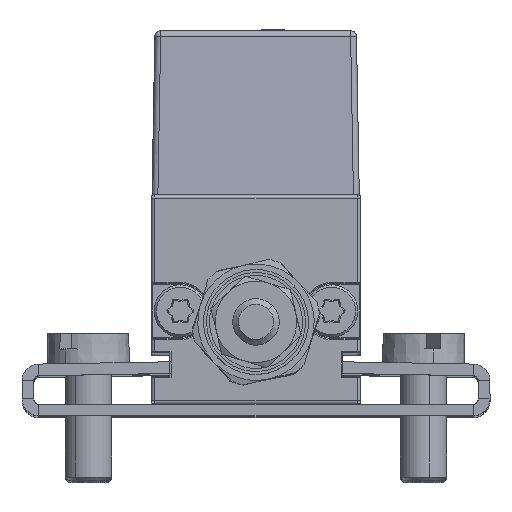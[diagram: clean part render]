
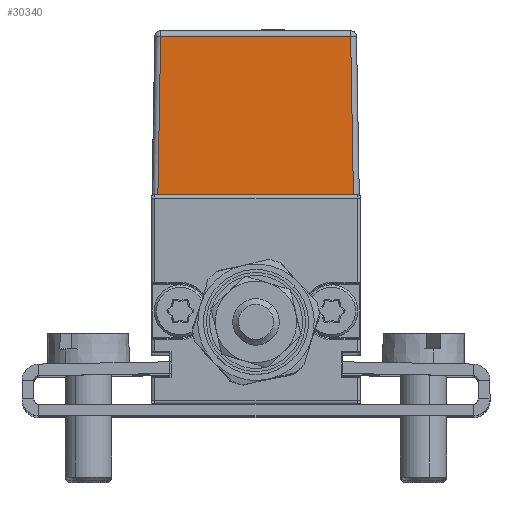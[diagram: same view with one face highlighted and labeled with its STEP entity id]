
A CAD part, top view. The second image highlights one B-rep face of the part: STEP entity #30340.
In plain terms, the highlighted planar face has unit normal (0, 0.018, 1).
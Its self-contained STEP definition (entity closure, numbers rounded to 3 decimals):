
#4945 = VECTOR ( 'NONE', #5788, 1000. ) ;
#4994 = VECTOR ( 'NONE', #6021, 1000. ) ;
#5099 = VECTOR ( 'NONE', #6441, 1000. ) ;
#5115 = VECTOR ( 'NONE', #6498, 1000. ) ;
#5761 = CARTESIAN_POINT ( 'NONE',  ( -8.426, 17.991, 107.784 ) ) ;
#5772 = LINE ( 'NONE', #5761, #4945 ) ;
#5788 = DIRECTION ( 'NONE',  ( -0.017, -1., 0.017 ) ) ;
#6006 = LINE ( 'NONE', #6018, #4994 ) ;
#6018 = CARTESIAN_POINT ( 'NONE',  ( 8.36, 18.302, 107.779 ) ) ;
#6021 = DIRECTION ( 'NONE',  ( -0.017, 1., -0.017 ) ) ;
#6420 = LINE ( 'NONE', #6422, #5099 ) ;
#6422 = CARTESIAN_POINT ( 'NONE',  ( -8.929, 31.583, 107.547 ) ) ;
#6441 = DIRECTION ( 'NONE',  ( -1., 0., 0. ) ) ;
#6480 = CARTESIAN_POINT ( 'NONE',  ( -8.929, 18., 107.784 ) ) ;
#6482 = LINE ( 'NONE', #6480, #5115 ) ;
#6498 = DIRECTION ( 'NONE',  ( 1., 0., 0. ) ) ;
#10461 = CARTESIAN_POINT ( 'NONE',  ( -8.189, 31.583, 107.547 ) ) ;
#10570 = CARTESIAN_POINT ( 'NONE',  ( -8.426, 18., 107.784 ) ) ;
#10588 = CARTESIAN_POINT ( 'NONE',  ( 8.129, 31.583, 107.547 ) ) ;
#16903 = VERTEX_POINT ( 'NONE', #10461 ) ;
#16972 = VERTEX_POINT ( 'NONE', #10570 ) ;
#16982 = VERTEX_POINT ( 'NONE', #10588 ) ;
#19875 = EDGE_CURVE ( 'NONE', #16903, #16972, #5772, .T. ) ;
#19915 = EDGE_CURVE ( 'NONE', #24769, #16982, #6006, .T. ) ;
#19987 = EDGE_CURVE ( 'NONE', #16982, #16903, #6420, .T. ) ;
#19997 = EDGE_CURVE ( 'NONE', #16972, #24769, #6482, .T. ) ;
#22636 = ORIENTED_EDGE ( 'NONE', *, *, #19997, .T. ) ;
#22640 = ORIENTED_EDGE ( 'NONE', *, *, #19875, .T. ) ;
#22642 = ORIENTED_EDGE ( 'NONE', *, *, #19915, .T. ) ;
#22646 = ORIENTED_EDGE ( 'NONE', *, *, #19987, .T. ) ;
#24769 = VERTEX_POINT ( 'NONE', #34485 ) ;
#27534 = AXIS2_PLACEMENT_3D ( 'NONE', #37022, #37023, #37024 ) ;
#30340 = ADVANCED_FACE ( 'NONE', ( #36195 ), #37012, .T. ) ;
#32015 = EDGE_LOOP ( 'NONE', ( #22642, #22646, #22640, #22636 ) ) ;
#34485 = CARTESIAN_POINT ( 'NONE',  ( 8.366, 18., 107.784 ) ) ;
#36195 = FACE_OUTER_BOUND ( 'NONE', #32015, .T. ) ;
#37012 = PLANE ( 'NONE',  #27534 ) ;
#37022 = CARTESIAN_POINT ( 'NONE',  ( -8.929, 18., 107.784 ) ) ;
#37023 = DIRECTION ( 'NONE',  ( 0., 0.017, 1. ) ) ;
#37024 = DIRECTION ( 'NONE',  ( 0., -1., 0.017 ) ) ;
